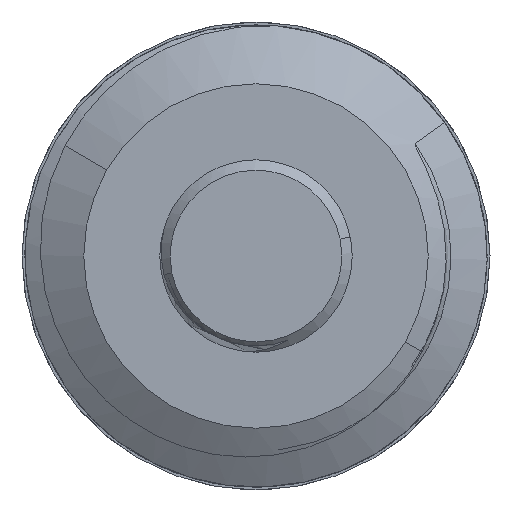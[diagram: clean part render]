
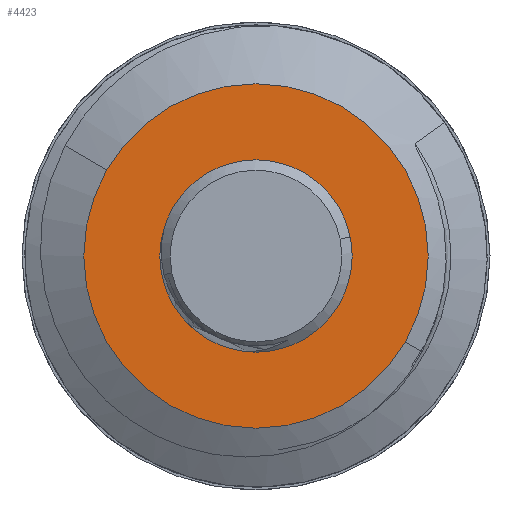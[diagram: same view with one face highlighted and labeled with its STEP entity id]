
A CAD part, front view. The second image highlights one B-rep face of the part: STEP entity #4423.
In plain terms, the highlighted planar face has unit normal (0, -1, 0).
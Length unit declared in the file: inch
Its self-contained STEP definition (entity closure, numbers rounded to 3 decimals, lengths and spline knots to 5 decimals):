
#96 = PLANE ( 'NONE',  #6904 ) ;
#123 = EDGE_LOOP ( 'NONE', ( #3665, #5031 ) ) ;
#735 = DIRECTION ( 'NONE',  ( 0., 0., -1. ) ) ;
#831 = CARTESIAN_POINT ( 'NONE',  ( 0., -1., 0. ) ) ;
#1163 = CIRCLE ( 'NONE', #7476, 0.23 ) ;
#1361 = VERTEX_POINT ( 'NONE', #7807 ) ;
#1366 = VERTEX_POINT ( 'NONE', #11779 ) ;
#1770 = DIRECTION ( 'NONE',  ( 0., 0., 1. ) ) ;
#2228 = DIRECTION ( 'NONE',  ( 0., 1., 0. ) ) ;
#2970 = EDGE_CURVE ( 'NONE', #6356, #1366, #1163, .T. ) ;
#3665 = ORIENTED_EDGE ( 'NONE', *, *, #7142, .T. ) ;
#4080 = EDGE_LOOP ( 'NONE', ( #10535, #6625 ) ) ;
#4423 = ADVANCED_FACE ( 'NONE', ( #11890, #6952 ), #96, .T. ) ;
#4588 = CARTESIAN_POINT ( 'NONE',  ( 0., -1., 0. ) ) ;
#4827 = DIRECTION ( 'NONE',  ( 0., 0., -1. ) ) ;
#5031 = ORIENTED_EDGE ( 'NONE', *, *, #5082, .T. ) ;
#5082 = EDGE_CURVE ( 'NONE', #8325, #1361, #8104, .T. ) ;
#5532 = DIRECTION ( 'NONE',  ( 0., 0., -1. ) ) ;
#6298 = DIRECTION ( 'NONE',  ( 0., -1., 0. ) ) ;
#6356 = VERTEX_POINT ( 'NONE', #9389 ) ;
#6537 = EDGE_CURVE ( 'NONE', #1366, #6356, #10198, .T. ) ;
#6625 = ORIENTED_EDGE ( 'NONE', *, *, #6537, .T. ) ;
#6670 = AXIS2_PLACEMENT_3D ( 'NONE', #7786, #2228, #8715 ) ;
#6904 = AXIS2_PLACEMENT_3D ( 'NONE', #7553, #10366, #4827 ) ;
#6952 = FACE_OUTER_BOUND ( 'NONE', #4080, .T. ) ;
#7142 = EDGE_CURVE ( 'NONE', #1361, #8325, #11337, .T. ) ;
#7320 = DIRECTION ( 'NONE',  ( 0., 1., 0. ) ) ;
#7476 = AXIS2_PLACEMENT_3D ( 'NONE', #11843, #6298, #735 ) ;
#7553 = CARTESIAN_POINT ( 'NONE',  ( 0., -1., 0. ) ) ;
#7729 = AXIS2_PLACEMENT_3D ( 'NONE', #831, #7320, #1770 ) ;
#7786 = CARTESIAN_POINT ( 'NONE',  ( 0., -1., 0. ) ) ;
#7807 = CARTESIAN_POINT ( 'NONE',  ( 0., -1., 0.1285 ) ) ;
#8104 = CIRCLE ( 'NONE', #6670, 0.1285 ) ;
#8325 = VERTEX_POINT ( 'NONE', #9349 ) ;
#8715 = DIRECTION ( 'NONE',  ( 0., 0., 1. ) ) ;
#9349 = CARTESIAN_POINT ( 'NONE',  ( 0., -1., -0.1285 ) ) ;
#9389 = CARTESIAN_POINT ( 'NONE',  ( 0., -1., 0.23 ) ) ;
#10198 = CIRCLE ( 'NONE', #10875, 0.23 ) ;
#10366 = DIRECTION ( 'NONE',  ( 0., -1., 0. ) ) ;
#10535 = ORIENTED_EDGE ( 'NONE', *, *, #2970, .T. ) ;
#10875 = AXIS2_PLACEMENT_3D ( 'NONE', #4588, #11064, #5532 ) ;
#11064 = DIRECTION ( 'NONE',  ( 0., -1., 0. ) ) ;
#11337 = CIRCLE ( 'NONE', #7729, 0.1285 ) ;
#11779 = CARTESIAN_POINT ( 'NONE',  ( 0., -1., -0.23 ) ) ;
#11843 = CARTESIAN_POINT ( 'NONE',  ( 0., -1., 0. ) ) ;
#11890 = FACE_BOUND ( 'NONE', #123, .T. ) ;
